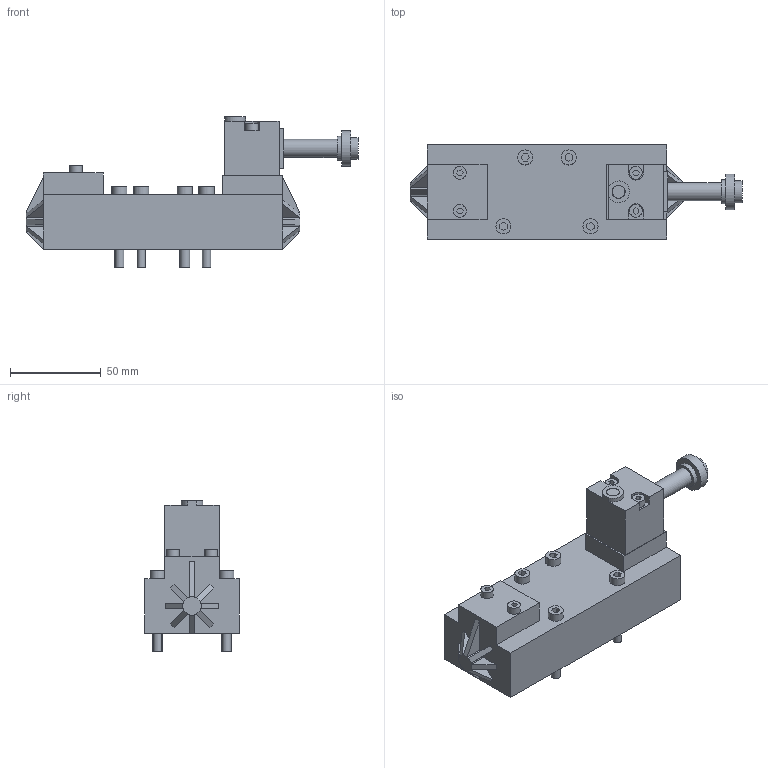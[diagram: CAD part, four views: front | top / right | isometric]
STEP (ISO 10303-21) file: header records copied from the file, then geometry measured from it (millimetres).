
FILE_DESCRIPTION(/* description */ ('EL. DISTRIB. ISO 1 SOL.-MOLLA'),/* implementation_level */ '2;1');
FILE_NAME(/* name */ '1012_52_3_6_M##.stp',/* time_stamp */ '2016-10-04T13:55:28+02:00',/* author */ ('Maniean1'),/* organization */ ('Pneumax S.p.A.'),/* preprocessor_version */ 'ST-DEVELOPER v15.2',/* originating_system */ 'Autodesk Inventor 2014',/* authorisation */ '');
FILE_SCHEMA (('AUTOMOTIVE_DESIGN { 1 0 10303 214 3 1 1 }'));
Length unit declared in the file: millimetre
Products named in the file (3): 1012_52_3_9; M__; 1012_52_3_9_M##
Bounding box: 183 x 52 x 83 mm (x, y, z)
Volume: 266818.7 mm3; surface area: 39641.5 mm2
Topology: 2 solids, 2 shells, 204 faces, 501 edges, 332 vertices
Faces by surface type: plane 163, cylinder 41
Full cylindrical faces by diameter (mm): 3.3 x2, 4 x2, 4.486 x1, 4.497 x1, 5 x1, 5.543 x1, 7 x5, 7.3 x1, 8.3 x4, 10 x1, 12 x1, 13.3 x1, 19.5 x1
Entity records: 6020 total; most frequent: CARTESIAN_POINT 1020, DIRECTION 979, ORIENTED_EDGE 958, EDGE_CURVE 479, LINE 397, VECTOR 397, VERTEX_POINT 332, AXIS2_PLACEMENT_3D 291
